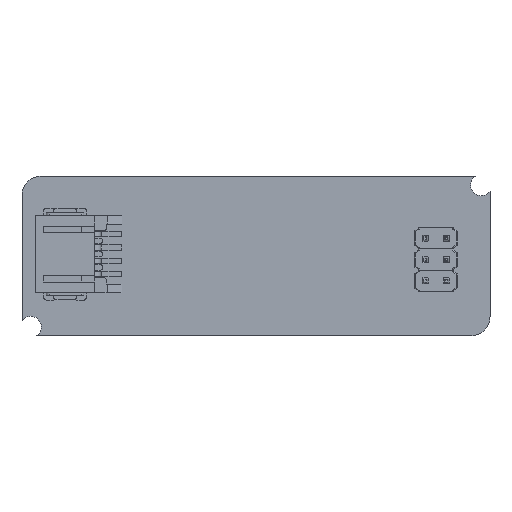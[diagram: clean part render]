
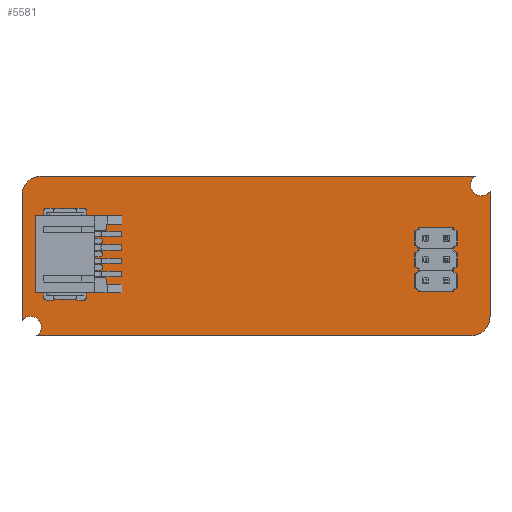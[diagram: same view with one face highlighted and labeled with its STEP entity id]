
A CAD part, front view. The second image highlights one B-rep face of the part: STEP entity #5581.
In plain terms, the highlighted planar face has unit normal (0, -1, 0).
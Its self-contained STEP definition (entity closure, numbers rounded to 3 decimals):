
#91 = VERTEX_POINT ( 'NONE', #2147 ) ;
#805 = LINE ( 'NONE', #7861, #16201 ) ;
#968 = DIRECTION ( 'NONE',  ( 1., 0., 0. ) ) ;
#1026 = VECTOR ( 'NONE', #5706, 1000. ) ;
#1601 = CARTESIAN_POINT ( 'NONE',  ( -20.2, -0.625, 5.7 ) ) ;
#2143 = DIRECTION ( 'NONE',  ( 0., 0., 1. ) ) ;
#2147 = CARTESIAN_POINT ( 'NONE',  ( 20.611, -0.625, 7.5 ) ) ;
#4550 = ORIENTED_EDGE ( 'NONE', *, *, #12129, .T. ) ;
#5154 = DIRECTION ( 'NONE',  ( 0., 1., 0. ) ) ;
#5581 = ADVANCED_FACE ( 'NONE', ( #18603 ), #18455, .F. ) ;
#5706 = DIRECTION ( 'NONE',  ( 1., 0., 0. ) ) ;
#5923 = ORIENTED_EDGE ( 'NONE', *, *, #9622, .F. ) ;
#6269 = CIRCLE ( 'NONE', #26963, 1.8 ) ;
#6517 = VERTEX_POINT ( 'NONE', #26730 ) ;
#7270 = DIRECTION ( 'NONE',  ( 0., 0., 1. ) ) ;
#7315 = ORIENTED_EDGE ( 'NONE', *, *, #19950, .T. ) ;
#7447 = EDGE_CURVE ( 'NONE', #16083, #91, #18493, .T. ) ;
#7861 = CARTESIAN_POINT ( 'NONE',  ( 22., -0.625, 0. ) ) ;
#7926 = LINE ( 'NONE', #27971, #1026 ) ;
#8469 = DIRECTION ( 'NONE',  ( 0., -1., 0. ) ) ;
#8503 = VERTEX_POINT ( 'NONE', #19980 ) ;
#9622 = EDGE_CURVE ( 'NONE', #12743, #6517, #24139, .T. ) ;
#9870 = CARTESIAN_POINT ( 'NONE',  ( 21.173, -0.625, 6.673 ) ) ;
#10578 = AXIS2_PLACEMENT_3D ( 'NONE', #9870, #5154, #27851 ) ;
#11866 = EDGE_CURVE ( 'NONE', #16604, #22730, #23145, .T. ) ;
#11943 = CARTESIAN_POINT ( 'NONE',  ( -22., -0.625, -6.111 ) ) ;
#12129 = EDGE_CURVE ( 'NONE', #8503, #23997, #7926, .T. ) ;
#12276 = DIRECTION ( 'NONE',  ( 0., 0., 1. ) ) ;
#12743 = VERTEX_POINT ( 'NONE', #11943 ) ;
#13381 = DIRECTION ( 'NONE',  ( 0., 0., 1. ) ) ;
#13667 = DIRECTION ( 'NONE',  ( 0., 1., 0. ) ) ;
#13772 = EDGE_CURVE ( 'NONE', #23997, #15575, #6269, .T. ) ;
#13825 = ORIENTED_EDGE ( 'NONE', *, *, #24285, .T. ) ;
#13965 = CARTESIAN_POINT ( 'NONE',  ( 22., -0.625, -5.7 ) ) ;
#15319 = CARTESIAN_POINT ( 'NONE',  ( 21.173, -0.625, 6.673 ) ) ;
#15424 = EDGE_CURVE ( 'NONE', #6517, #16083, #28464, .T. ) ;
#15575 = VERTEX_POINT ( 'NONE', #13965 ) ;
#16083 = VERTEX_POINT ( 'NONE', #23721 ) ;
#16201 = VECTOR ( 'NONE', #12276, 1000. ) ;
#16604 = VERTEX_POINT ( 'NONE', #25283 ) ;
#16726 = CARTESIAN_POINT ( 'NONE',  ( 0., -0.625, 7.5 ) ) ;
#17013 = VECTOR ( 'NONE', #19867, 1000. ) ;
#17319 = CARTESIAN_POINT ( 'NONE',  ( 20.2, -0.625, -5.7 ) ) ;
#17506 = CARTESIAN_POINT ( 'NONE',  ( -21.173, -0.625, -6.673 ) ) ;
#17530 = AXIS2_PLACEMENT_3D ( 'NONE', #15319, #26793, #17675 ) ;
#17675 = DIRECTION ( 'NONE',  ( 0., 0., 1. ) ) ;
#17968 = CARTESIAN_POINT ( 'NONE',  ( 20.2, -0.625, -7.5 ) ) ;
#18354 = ORIENTED_EDGE ( 'NONE', *, *, #22014, .T. ) ;
#18455 = PLANE ( 'NONE',  #19381 ) ;
#18493 = LINE ( 'NONE', #16726, #21148 ) ;
#18603 = FACE_OUTER_BOUND ( 'NONE', #20669, .T. ) ;
#19128 = AXIS2_PLACEMENT_3D ( 'NONE', #17506, #13667, #13381 ) ;
#19381 = AXIS2_PLACEMENT_3D ( 'NONE', #27887, #27599, #7270 ) ;
#19679 = ORIENTED_EDGE ( 'NONE', *, *, #15424, .F. ) ;
#19867 = DIRECTION ( 'NONE',  ( 0., 0., 1. ) ) ;
#19950 = EDGE_CURVE ( 'NONE', #22730, #91, #23274, .T. ) ;
#19980 = CARTESIAN_POINT ( 'NONE',  ( -20.611, -0.625, -7.5 ) ) ;
#19993 = DIRECTION ( 'NONE',  ( 0., 1., 0. ) ) ;
#20669 = EDGE_LOOP ( 'NONE', ( #5923, #13825, #4550, #27249, #18354, #23782, #7315, #26479, #19679 ) ) ;
#21029 = CARTESIAN_POINT ( 'NONE',  ( 21.173, -0.625, 5.673 ) ) ;
#21148 = VECTOR ( 'NONE', #968, 1000. ) ;
#22014 = EDGE_CURVE ( 'NONE', #15575, #16604, #805, .T. ) ;
#22511 = CARTESIAN_POINT ( 'NONE',  ( -22., -0.625, 0. ) ) ;
#22730 = VERTEX_POINT ( 'NONE', #21029 ) ;
#23145 = CIRCLE ( 'NONE', #17530, 1. ) ;
#23274 = CIRCLE ( 'NONE', #10578, 1. ) ;
#23721 = CARTESIAN_POINT ( 'NONE',  ( -20.2, -0.625, 7.5 ) ) ;
#23782 = ORIENTED_EDGE ( 'NONE', *, *, #11866, .T. ) ;
#23823 = DIRECTION ( 'NONE',  ( 0., 0., 1. ) ) ;
#23997 = VERTEX_POINT ( 'NONE', #17968 ) ;
#24139 = LINE ( 'NONE', #22511, #17013 ) ;
#24285 = EDGE_CURVE ( 'NONE', #12743, #8503, #26669, .T. ) ;
#25283 = CARTESIAN_POINT ( 'NONE',  ( 22., -0.625, 6.111 ) ) ;
#26479 = ORIENTED_EDGE ( 'NONE', *, *, #7447, .F. ) ;
#26669 = CIRCLE ( 'NONE', #19128, 1. ) ;
#26730 = CARTESIAN_POINT ( 'NONE',  ( -22., -0.625, 5.7 ) ) ;
#26793 = DIRECTION ( 'NONE',  ( 0., 1., 0. ) ) ;
#26963 = AXIS2_PLACEMENT_3D ( 'NONE', #17319, #8469, #2143 ) ;
#27058 = AXIS2_PLACEMENT_3D ( 'NONE', #1601, #19993, #23823 ) ;
#27249 = ORIENTED_EDGE ( 'NONE', *, *, #13772, .T. ) ;
#27599 = DIRECTION ( 'NONE',  ( 0., 1., 0. ) ) ;
#27851 = DIRECTION ( 'NONE',  ( 0., 0., 1. ) ) ;
#27887 = CARTESIAN_POINT ( 'NONE',  ( 0., -0.625, 0. ) ) ;
#27971 = CARTESIAN_POINT ( 'NONE',  ( 0., -0.625, -7.5 ) ) ;
#28464 = CIRCLE ( 'NONE', #27058, 1.8 ) ;
